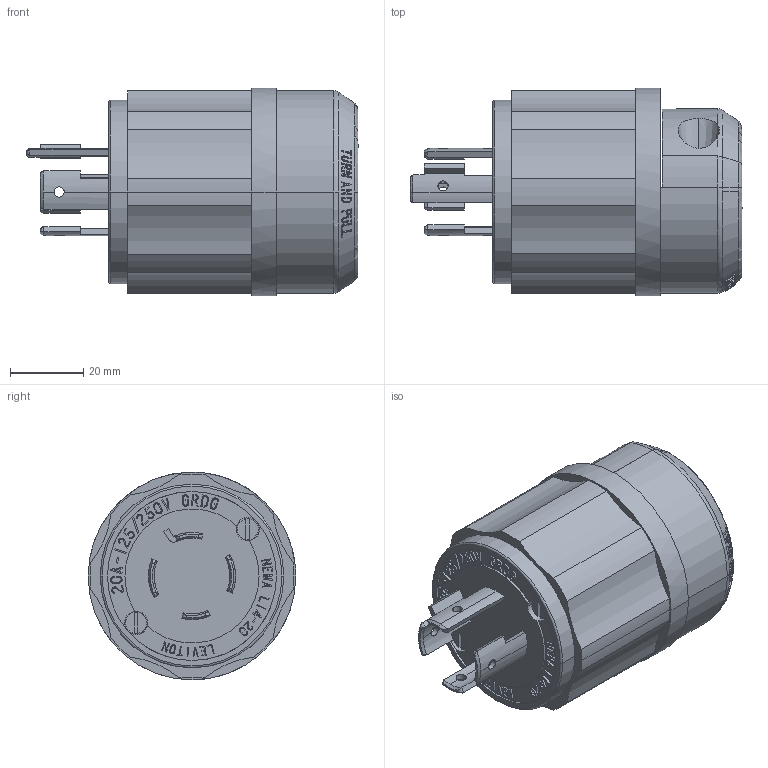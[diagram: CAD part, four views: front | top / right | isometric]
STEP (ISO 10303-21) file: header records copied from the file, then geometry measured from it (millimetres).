
FILE_DESCRIPTION(('OneSpaceDesigner STEP Export'),'2;1');
FILE_NAME('20A 4 Wire CI Lkg Plug L14 20.stp','2013-08-13T15:25:29',(''),(''),'OneSpace Designer STEP processor for AP214 (Solid Model)','OneSpace Designer 14.00A 08-Mar-2006 (C) CoCreate Software GmbH','');
FILE_SCHEMA(('AUTOMOTIVE_DESIGN { 1 0 10303 214 1 1 1 1 }'));
Length unit declared in the file: millimetre
Products named in the file (2): 20A_4W_CI_PlugL14_20
Assembly tree (1 placements, depth 2):
  20A_4W_CI_PlugL14_20
    20A_4W_CI_PlugL14_20
Bounding box: 90.37 x 56.52 x 56.52 mm (x, y, z)
Volume: 144579.6 mm3; surface area: 23941.5 mm2
Topology: 1 solids, 1 shells, 699 faces, 1883 edges, 1250 vertices
Faces by surface type: plane 443, cylinder 198, cone 46, torus 9, bspline 3
Entity records: 24699 total; most frequent: CARTESIAN_POINT 6752, ORIENTED_EDGE 3766, DIRECTION 3019, EDGE_CURVE 1883, VERTEX_POINT 1250, VECTOR 1149, LINE 1149, AXIS2_PLACEMENT_3D 935
